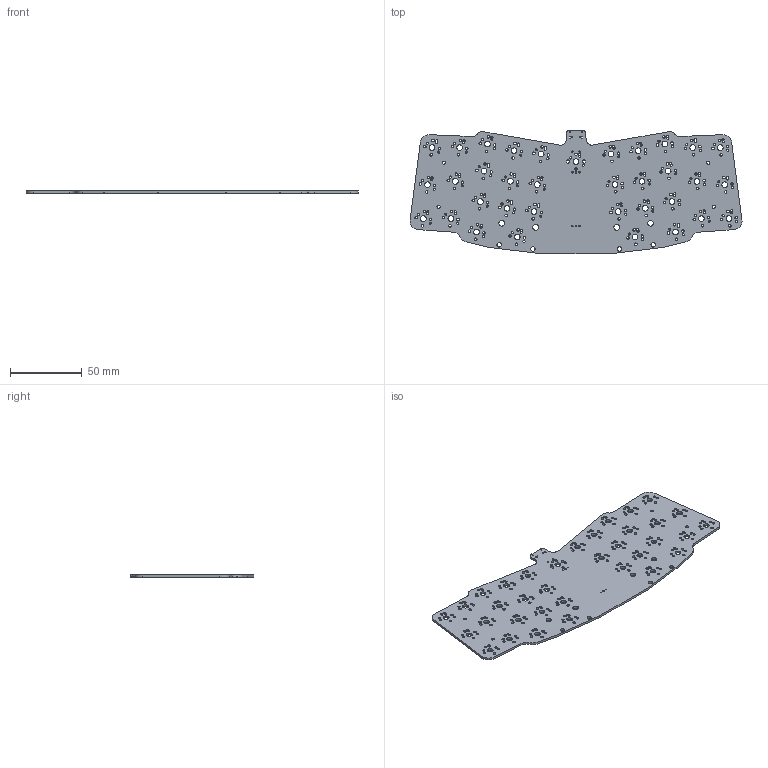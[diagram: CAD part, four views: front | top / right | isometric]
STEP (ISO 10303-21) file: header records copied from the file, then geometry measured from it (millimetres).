
FILE_DESCRIPTION(('KiCad electronic assembly'),'2;1');
FILE_NAME('bruce_the_keyboard.step','2024-03-20T21:27:14',('Pcbnew'),( 'Kicad'),'Open CASCADE STEP processor 7.7','KiCad to STEP converter' ,'Unknown');
FILE_SCHEMA(('AUTOMOTIVE_DESIGN { 1 0 10303 214 1 1 1 1 }'));
Length unit declared in the file: millimetre
Products named in the file (2): bruce_the_keyboard 1; bruce_le_clavier_PCB
Assembly tree (1 placements, depth 2):
  bruce_the_keyboard 1
    bruce_le_clavier_PCB
Bounding box: 231.99 x 86.46 x 1.6 mm (x, y, z)
Volume: 25271.6 mm3; surface area: 35717.2 mm2
Topology: 1 solids, 1 shells, 436 faces, 1302 edges, 868 vertices
Faces by surface type: cylinder 404, plane 32
Full cylindrical faces by diameter (mm): 0.65 x2, 1 x8, 1.524 x70, 1.75 x138, 2.2 x4, 3.048 x4, 3.988 x39
Entity records: 16415 total; most frequent: DIRECTION 2986, CARTESIAN_POINT 2608, ORIENTED_EDGE 2604, EDGE_CURVE 1302, AXIS2_PLACEMENT_3D 1246, FACE_BOUND 1048, EDGE_LOOP 1048, VERTEX_POINT 868
